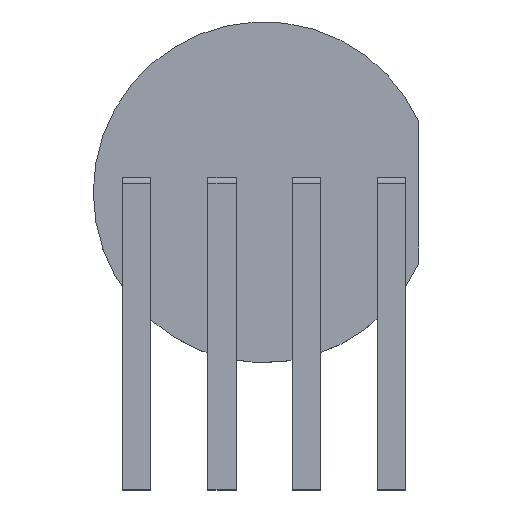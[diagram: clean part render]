
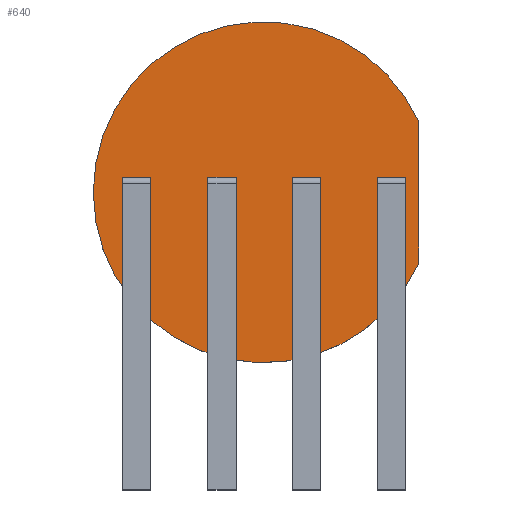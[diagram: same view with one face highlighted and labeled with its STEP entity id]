
A CAD part, top view. The second image highlights one B-rep face of the part: STEP entity #640.
In plain terms, the highlighted planar face has unit normal (0, 0, 1).
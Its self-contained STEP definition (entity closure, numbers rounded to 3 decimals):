
#39 = ORIENTED_EDGE ( 'NONE', *, *, #618, .T. ) ;
#46 = CARTESIAN_POINT ( 'NONE',  ( -2.491, 0.25, 0. ) ) ;
#54 = CARTESIAN_POINT ( 'NONE',  ( 2., -0.25, 0. ) ) ;
#78 = DIRECTION ( 'NONE',  ( -1., 0., 0. ) ) ;
#80 = LINE ( 'NONE', #1053, #124 ) ;
#87 = DIRECTION ( 'NONE',  ( -1., 0., 0. ) ) ;
#124 = VECTOR ( 'NONE', #1170, 1000. ) ;
#146 = LINE ( 'NONE', #677, #392 ) ;
#174 = EDGE_LOOP ( 'NONE', ( #1212, #1091, #1145, #700 ) ) ;
#181 = EDGE_CURVE ( 'NONE', #1100, #599, #430, .T. ) ;
#182 = DIRECTION ( 'NONE',  ( 0., 0., 1. ) ) ;
#184 = CARTESIAN_POINT ( 'NONE',  ( 2.729, 1.246, 0. ) ) ;
#197 = VERTEX_POINT ( 'NONE', #986 ) ;
#219 = VERTEX_POINT ( 'NONE', #612 ) ;
#227 = EDGE_CURVE ( 'NONE', #1326, #1382, #834, .T. ) ;
#231 = VECTOR ( 'NONE', #1081, 1000. ) ;
#233 = ORIENTED_EDGE ( 'NONE', *, *, #412, .F. ) ;
#234 = DIRECTION ( 'NONE',  ( 0., 1., 0. ) ) ;
#251 = LINE ( 'NONE', #303, #490 ) ;
#252 = VECTOR ( 'NONE', #1458, 1000. ) ;
#260 = CARTESIAN_POINT ( 'NONE',  ( -1.991, 0.25, 0. ) ) ;
#261 = VERTEX_POINT ( 'NONE', #763 ) ;
#272 = LINE ( 'NONE', #54, #952 ) ;
#283 = VERTEX_POINT ( 'NONE', #422 ) ;
#297 = ORIENTED_EDGE ( 'NONE', *, *, #424, .F. ) ;
#302 = ORIENTED_EDGE ( 'NONE', *, *, #1484, .F. ) ;
#303 = CARTESIAN_POINT ( 'NONE',  ( -0.483, -0.25, 0. ) ) ;
#320 = CARTESIAN_POINT ( 'NONE',  ( 1., -0.25, 0. ) ) ;
#325 = CARTESIAN_POINT ( 'NONE',  ( 1., 0.25, 0. ) ) ;
#329 = LINE ( 'NONE', #979, #1624 ) ;
#333 = FACE_BOUND ( 'NONE', #174, .T. ) ;
#338 = VERTEX_POINT ( 'NONE', #1556 ) ;
#350 = CARTESIAN_POINT ( 'NONE',  ( -1.991, 0.25, 0. ) ) ;
#362 = EDGE_CURVE ( 'NONE', #283, #1578, #251, .T. ) ;
#381 = CARTESIAN_POINT ( 'NONE',  ( -2.491, -0.25, 0. ) ) ;
#388 = CIRCLE ( 'NONE', #748, 3. ) ;
#390 = LINE ( 'NONE', #874, #548 ) ;
#392 = VECTOR ( 'NONE', #795, 1000. ) ;
#401 = EDGE_LOOP ( 'NONE', ( #1065, #39 ) ) ;
#412 = EDGE_CURVE ( 'NONE', #687, #1148, #146, .T. ) ;
#413 = CARTESIAN_POINT ( 'NONE',  ( -0.983, -0.25, 0. ) ) ;
#414 = VECTOR ( 'NONE', #562, 1000. ) ;
#421 = ORIENTED_EDGE ( 'NONE', *, *, #1235, .F. ) ;
#422 = CARTESIAN_POINT ( 'NONE',  ( -0.983, -0.25, 0. ) ) ;
#424 = EDGE_CURVE ( 'NONE', #926, #261, #80, .T. ) ;
#427 = LINE ( 'NONE', #350, #1486 ) ;
#430 = LINE ( 'NONE', #1600, #1395 ) ;
#447 = PLANE ( 'NONE',  #767 ) ;
#453 = DIRECTION ( 'NONE',  ( 1., 0., 0. ) ) ;
#458 = VERTEX_POINT ( 'NONE', #918 ) ;
#465 = EDGE_CURVE ( 'NONE', #599, #283, #1470, .T. ) ;
#490 = VECTOR ( 'NONE', #1316, 1000. ) ;
#521 = VECTOR ( 'NONE', #1515, 1000. ) ;
#527 = VECTOR ( 'NONE', #234, 1000. ) ;
#548 = VECTOR ( 'NONE', #1116, 1000. ) ;
#549 = EDGE_CURVE ( 'NONE', #458, #641, #574, .T. ) ;
#562 = DIRECTION ( 'NONE',  ( 0., 1., 0. ) ) ;
#574 = LINE ( 'NONE', #320, #231 ) ;
#576 = DIRECTION ( 'NONE',  ( 0., 0., 1. ) ) ;
#584 = EDGE_CURVE ( 'NONE', #1578, #1100, #1241, .T. ) ;
#595 = DIRECTION ( 'NONE',  ( -1., 0., 0. ) ) ;
#599 = VERTEX_POINT ( 'NONE', #832 ) ;
#612 = CARTESIAN_POINT ( 'NONE',  ( 2.729, 1.246, 0. ) ) ;
#614 = VECTOR ( 'NONE', #847, 1000. ) ;
#618 = EDGE_CURVE ( 'NONE', #197, #219, #1514, .T. ) ;
#620 = DIRECTION ( 'NONE',  ( 1., 0., 0. ) ) ;
#640 = ADVANCED_FACE ( 'NONE', ( #954, #994, #678, #333, #1299 ), #447, .T. ) ;
#641 = VERTEX_POINT ( 'NONE', #325 ) ;
#677 = CARTESIAN_POINT ( 'NONE',  ( 2.5, -0.25, 0. ) ) ;
#678 = FACE_BOUND ( 'NONE', #1636, .T. ) ;
#687 = VERTEX_POINT ( 'NONE', #1483 ) ;
#700 = ORIENTED_EDGE ( 'NONE', *, *, #584, .F. ) ;
#704 = EDGE_LOOP ( 'NONE', ( #1150, #302, #1417, #857 ) ) ;
#742 = CARTESIAN_POINT ( 'NONE',  ( 2.5, -0.25, 0. ) ) ;
#748 = AXIS2_PLACEMENT_3D ( 'NONE', #1191, #182, #1586 ) ;
#755 = EDGE_CURVE ( 'NONE', #1329, #687, #939, .T. ) ;
#763 = CARTESIAN_POINT ( 'NONE',  ( 0.5, -0.25, 0. ) ) ;
#767 = AXIS2_PLACEMENT_3D ( 'NONE', #1333, #576, #453 ) ;
#769 = VECTOR ( 'NONE', #968, 1000. ) ;
#782 = CARTESIAN_POINT ( 'NONE',  ( -0.483, -0.25, 0. ) ) ;
#795 = DIRECTION ( 'NONE',  ( 0., 1., 0. ) ) ;
#799 = VERTEX_POINT ( 'NONE', #1252 ) ;
#809 = EDGE_CURVE ( 'NONE', #261, #458, #390, .T. ) ;
#814 = VECTOR ( 'NONE', #927, 1000. ) ;
#832 = CARTESIAN_POINT ( 'NONE',  ( -0.983, 0.25, 0. ) ) ;
#834 = LINE ( 'NONE', #1126, #527 ) ;
#847 = DIRECTION ( 'NONE',  ( 1., 0., 0. ) ) ;
#857 = ORIENTED_EDGE ( 'NONE', *, *, #227, .F. ) ;
#861 = ORIENTED_EDGE ( 'NONE', *, *, #755, .F. ) ;
#874 = CARTESIAN_POINT ( 'NONE',  ( 1., -0.25, 0. ) ) ;
#918 = CARTESIAN_POINT ( 'NONE',  ( 1., -0.25, 0. ) ) ;
#926 = VERTEX_POINT ( 'NONE', #1407 ) ;
#927 = DIRECTION ( 'NONE',  ( 0., -1., 0. ) ) ;
#939 = LINE ( 'NONE', #742, #614 ) ;
#952 = VECTOR ( 'NONE', #1332, 1000. ) ;
#954 = FACE_OUTER_BOUND ( 'NONE', #401, .T. ) ;
#968 = DIRECTION ( 'NONE',  ( -1., 0., 0. ) ) ;
#972 = CARTESIAN_POINT ( 'NONE',  ( 1., 0.25, 0. ) ) ;
#979 = CARTESIAN_POINT ( 'NONE',  ( -1.991, -0.25, 0. ) ) ;
#986 = CARTESIAN_POINT ( 'NONE',  ( 2.729, -1.246, 0. ) ) ;
#994 = FACE_BOUND ( 'NONE', #1482, .T. ) ;
#1026 = ORIENTED_EDGE ( 'NONE', *, *, #1288, .F. ) ;
#1028 = EDGE_CURVE ( 'NONE', #219, #197, #388, .T. ) ;
#1053 = CARTESIAN_POINT ( 'NONE',  ( 0.5, -0.25, 0. ) ) ;
#1060 = CARTESIAN_POINT ( 'NONE',  ( -0.483, -0.25, 0. ) ) ;
#1063 = EDGE_CURVE ( 'NONE', #338, #1329, #272, .T. ) ;
#1065 = ORIENTED_EDGE ( 'NONE', *, *, #1028, .T. ) ;
#1081 = DIRECTION ( 'NONE',  ( 0., 1., 0. ) ) ;
#1087 = CARTESIAN_POINT ( 'NONE',  ( -0.483, 0.25, 0. ) ) ;
#1091 = ORIENTED_EDGE ( 'NONE', *, *, #465, .F. ) ;
#1100 = VERTEX_POINT ( 'NONE', #1087 ) ;
#1110 = LINE ( 'NONE', #381, #521 ) ;
#1116 = DIRECTION ( 'NONE',  ( 1., 0., 0. ) ) ;
#1126 = CARTESIAN_POINT ( 'NONE',  ( -1.991, -0.25, 0. ) ) ;
#1145 = ORIENTED_EDGE ( 'NONE', *, *, #181, .F. ) ;
#1148 = VERTEX_POINT ( 'NONE', #1226 ) ;
#1150 = ORIENTED_EDGE ( 'NONE', *, *, #1214, .F. ) ;
#1170 = DIRECTION ( 'NONE',  ( 0., -1., 0. ) ) ;
#1191 = CARTESIAN_POINT ( 'NONE',  ( 0., 0., 0. ) ) ;
#1212 = ORIENTED_EDGE ( 'NONE', *, *, #362, .F. ) ;
#1214 = EDGE_CURVE ( 'NONE', #799, #1326, #329, .T. ) ;
#1226 = CARTESIAN_POINT ( 'NONE',  ( 2.5, 0.25, 0. ) ) ;
#1231 = CARTESIAN_POINT ( 'NONE',  ( -1.991, -0.25, 0. ) ) ;
#1235 = EDGE_CURVE ( 'NONE', #1148, #338, #1449, .T. ) ;
#1241 = LINE ( 'NONE', #1060, #414 ) ;
#1252 = CARTESIAN_POINT ( 'NONE',  ( -2.491, -0.25, 0. ) ) ;
#1288 = EDGE_CURVE ( 'NONE', #641, #926, #1567, .T. ) ;
#1299 = FACE_BOUND ( 'NONE', #704, .T. ) ;
#1316 = DIRECTION ( 'NONE',  ( 1., 0., 0. ) ) ;
#1324 = EDGE_CURVE ( 'NONE', #1382, #1617, #427, .T. ) ;
#1326 = VERTEX_POINT ( 'NONE', #1231 ) ;
#1329 = VERTEX_POINT ( 'NONE', #1610 ) ;
#1331 = ORIENTED_EDGE ( 'NONE', *, *, #1063, .F. ) ;
#1332 = DIRECTION ( 'NONE',  ( 0., -1., 0. ) ) ;
#1333 = CARTESIAN_POINT ( 'NONE',  ( 0., 0., 0. ) ) ;
#1338 = VECTOR ( 'NONE', #87, 1000. ) ;
#1350 = CARTESIAN_POINT ( 'NONE',  ( 2.5, 0.25, 0. ) ) ;
#1382 = VERTEX_POINT ( 'NONE', #260 ) ;
#1395 = VECTOR ( 'NONE', #78, 1000. ) ;
#1407 = CARTESIAN_POINT ( 'NONE',  ( 0.5, 0.25, 0. ) ) ;
#1417 = ORIENTED_EDGE ( 'NONE', *, *, #1324, .F. ) ;
#1449 = LINE ( 'NONE', #1350, #1338 ) ;
#1458 = DIRECTION ( 'NONE',  ( 0., 1., 0. ) ) ;
#1470 = LINE ( 'NONE', #413, #814 ) ;
#1482 = EDGE_LOOP ( 'NONE', ( #861, #1331, #421, #233 ) ) ;
#1483 = CARTESIAN_POINT ( 'NONE',  ( 2.5, -0.25, 0. ) ) ;
#1484 = EDGE_CURVE ( 'NONE', #1617, #799, #1110, .T. ) ;
#1486 = VECTOR ( 'NONE', #595, 1000. ) ;
#1514 = LINE ( 'NONE', #184, #252 ) ;
#1515 = DIRECTION ( 'NONE',  ( 0., -1., 0. ) ) ;
#1540 = ORIENTED_EDGE ( 'NONE', *, *, #549, .F. ) ;
#1556 = CARTESIAN_POINT ( 'NONE',  ( 2., 0.25, 0. ) ) ;
#1567 = LINE ( 'NONE', #972, #769 ) ;
#1578 = VERTEX_POINT ( 'NONE', #782 ) ;
#1586 = DIRECTION ( 'NONE',  ( 1., 0., 0. ) ) ;
#1594 = ORIENTED_EDGE ( 'NONE', *, *, #809, .F. ) ;
#1600 = CARTESIAN_POINT ( 'NONE',  ( -0.483, 0.25, 0. ) ) ;
#1610 = CARTESIAN_POINT ( 'NONE',  ( 2., -0.25, 0. ) ) ;
#1617 = VERTEX_POINT ( 'NONE', #46 ) ;
#1624 = VECTOR ( 'NONE', #620, 1000. ) ;
#1636 = EDGE_LOOP ( 'NONE', ( #1594, #297, #1026, #1540 ) ) ;
